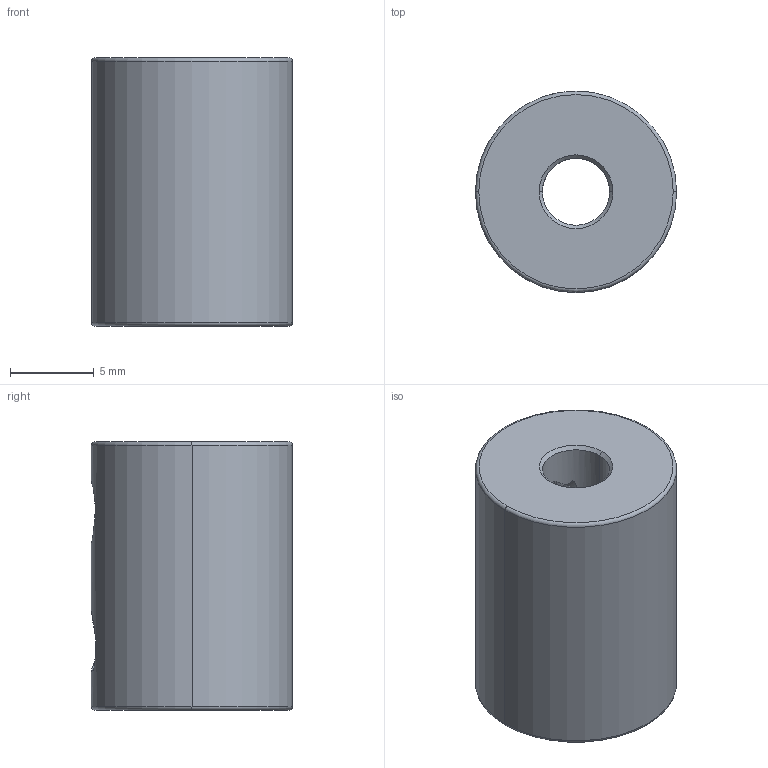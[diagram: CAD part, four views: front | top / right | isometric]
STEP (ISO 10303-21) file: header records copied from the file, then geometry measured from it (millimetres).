
FILE_DESCRIPTION (( 'STEP AP214' ), '1' );
FILE_NAME ('08-0020.step', '2020-04-06T07:10:02', ( '' ), ( '' ), 'SwSTEP 2.0', 'SolidWorks 2020', '' );
FILE_SCHEMA (( 'AUTOMOTIVE_DESIGN' ));
Length unit declared in the file: millimetre
Products named in the file (1): 08-0020
Bounding box: 12 x 12 x 16 mm (x, y, z)
Volume: 1401.3 mm3; surface area: 1142.3 mm2
Topology: 1 solids, 1 shells, 63 faces, 173 edges, 112 vertices
Faces by surface type: cylinder 34, bspline 17, cone 4, torus 4, plane 4
Entity records: 11529 total; most frequent: CARTESIAN_POINT 10181, ORIENTED_EDGE 346, DIRECTION 176, EDGE_CURVE 173, VERTEX_POINT 112, B_SPLINE_CURVE_WITH_KNOTS 95, AXIS2_PLACEMENT_3D 72, EDGE_LOOP 69
